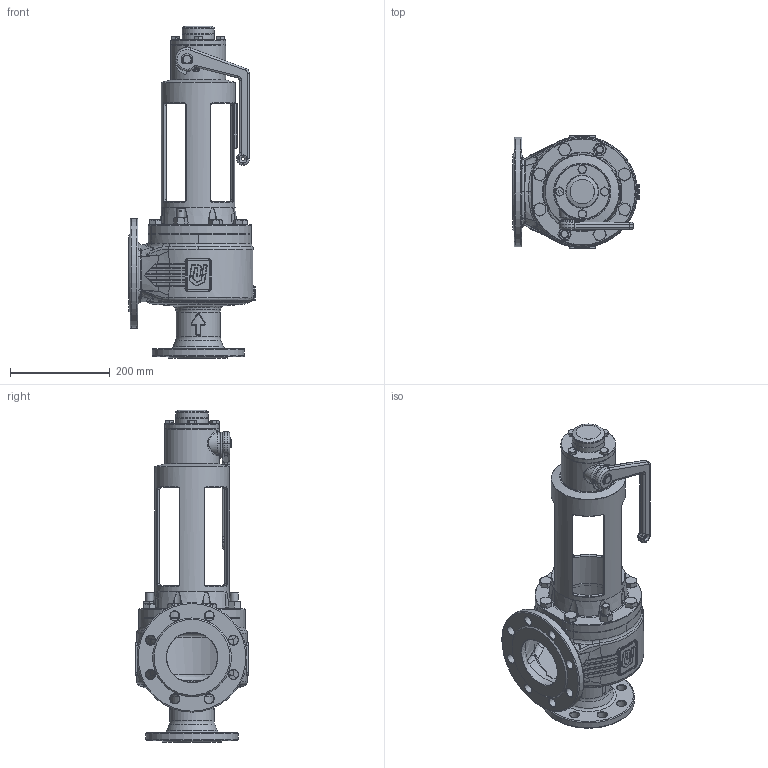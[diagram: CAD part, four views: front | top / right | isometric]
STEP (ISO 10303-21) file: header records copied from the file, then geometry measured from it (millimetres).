
FILE_DESCRIPTION(('HOOPS Exchange Step'),'2;1');
FILE_NAME('SF0611_DN65_65-100.stp','2025-06-27T13:29:54+02:00',('nieru'),('Unknown organisation'),'HOOPS Exchange 2024.2','HOOPS Exchange','Unknown authorisation');
FILE_SCHEMA( ('AP203_CONFIGURATION_CONTROLLED_3D_DESIGN_OF_MECHANICAL_PARTS_AND_ASSEMBLIES_MIM_LF') );
Length unit declared in the file: millimetre
Products named in the file (2): 0; root
Assembly tree (1 placements, depth 2):
  root
    0
Bounding box: 255 x 226.17 x 666.75 mm (x, y, z)
Volume: 5085645.8 mm3; surface area: 860489.4 mm2
Topology: 24 solids, 24 shells, 1543 faces, 3801 edges, 2321 vertices
Faces by surface type: bspline 536, cylinder 366, plane 333, torus 186, cone 121, sphere 1
Full cylindrical faces by diameter (mm): 2 x1, 3 x1, 4.9 x1, 5 x1, 8 x1, 13.835 x2, 14.63 x4, 16 x2, 18.1 x1, 19 x16, 22.49 x6, 27.5 x1, 28 x1, 30 x1, 48 x1, 62.8 x1, 65 x3, 67 x1, 67.29 x1, 87.067 x1, 89 x1, 110 x2, 132 x1, 135 x1, 142 x1, 149 x1, 152 x1, 185 x1, 220 x1
Entity records: 129683 total; most frequent: CARTESIAN_POINT 96581, ORIENTED_EDGE 7490, DIRECTION 5686, EDGE_CURVE 3745, AXIS2_PLACEMENT_3D 2356, VERTEX_POINT 2322, EDGE_LOOP 1679, FACE_BOUND 1679
